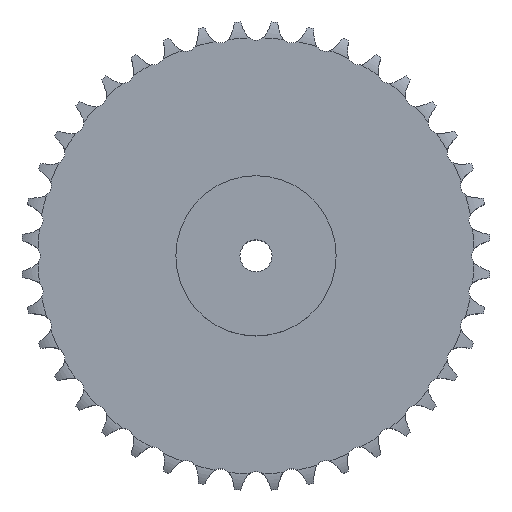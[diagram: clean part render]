
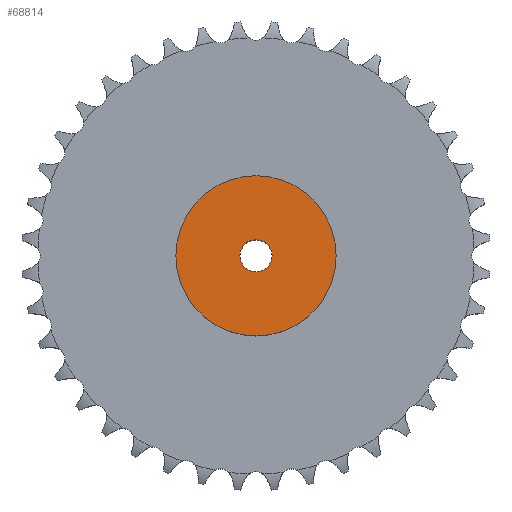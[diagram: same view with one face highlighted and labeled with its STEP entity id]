
A CAD part, top view. The second image highlights one B-rep face of the part: STEP entity #68814.
In plain terms, the highlighted planar face has unit normal (0, 0, 1).
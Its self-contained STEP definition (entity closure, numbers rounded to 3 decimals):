
#36789 = CYLINDRICAL_SURFACE('',#36790,20.);
#36790 = AXIS2_PLACEMENT_3D('',#36791,#36792,#36793);
#36791 = CARTESIAN_POINT('',(0.,0.,886.051));
#36792 = DIRECTION('',(0.,0.,1.));
#36793 = DIRECTION('',(1.,0.,0.));
#47041 = EDGE_CURVE('',#47042,#47042,#47044,.T.);
#47042 = VERTEX_POINT('',#47043);
#47043 = CARTESIAN_POINT('',(20.,0.,180.));
#47044 = SURFACE_CURVE('',#47045,(#47050,#47057),.PCURVE_S1.);
#47045 = CIRCLE('',#47046,20.);
#47046 = AXIS2_PLACEMENT_3D('',#47047,#47048,#47049);
#47047 = CARTESIAN_POINT('',(0.,0.,180.));
#47048 = DIRECTION('',(0.,0.,1.));
#47049 = DIRECTION('',(1.,0.,0.));
#47050 = PCURVE('',#36789,#47051);
#47051 = DEFINITIONAL_REPRESENTATION('',(#47052),#47056);
#47052 = LINE('',#47053,#47054);
#47053 = CARTESIAN_POINT('',(0.,-706.051));
#47054 = VECTOR('',#47055,1.);
#47055 = DIRECTION('',(1.,0.));
#47056 = ( GEOMETRIC_REPRESENTATION_CONTEXT(2) 
PARAMETRIC_REPRESENTATION_CONTEXT() REPRESENTATION_CONTEXT('2D SPACE',''
  ) );
#47057 = PCURVE('',#47058,#47063);
#47058 = PLANE('',#47059);
#47059 = AXIS2_PLACEMENT_3D('',#47060,#47061,#47062);
#47060 = CARTESIAN_POINT('',(0.,0.,180.
    ));
#47061 = DIRECTION('',(0.,0.,1.));
#47062 = DIRECTION('',(1.,0.,0.));
#47063 = DEFINITIONAL_REPRESENTATION('',(#47064),#47068);
#47064 = CIRCLE('',#47065,20.);
#47065 = AXIS2_PLACEMENT_2D('',#47066,#47067);
#47066 = CARTESIAN_POINT('',(0.,0.));
#47067 = DIRECTION('',(1.,0.));
#47068 = ( GEOMETRIC_REPRESENTATION_CONTEXT(2) 
PARAMETRIC_REPRESENTATION_CONTEXT() REPRESENTATION_CONTEXT('2D SPACE',''
  ) );
#68814 = ADVANCED_FACE('',(#68815,#68846),#47058,.T.);
#68815 = FACE_BOUND('',#68816,.T.);
#68816 = EDGE_LOOP('',(#68817));
#68817 = ORIENTED_EDGE('',*,*,#68818,.T.);
#68818 = EDGE_CURVE('',#68819,#68819,#68821,.T.);
#68819 = VERTEX_POINT('',#68820);
#68820 = CARTESIAN_POINT('',(100.,0.,180.));
#68821 = SURFACE_CURVE('',#68822,(#68827,#68834),.PCURVE_S1.);
#68822 = CIRCLE('',#68823,100.);
#68823 = AXIS2_PLACEMENT_3D('',#68824,#68825,#68826);
#68824 = CARTESIAN_POINT('',(0.,0.,180.));
#68825 = DIRECTION('',(0.,0.,1.));
#68826 = DIRECTION('',(1.,0.,0.));
#68827 = PCURVE('',#47058,#68828);
#68828 = DEFINITIONAL_REPRESENTATION('',(#68829),#68833);
#68829 = CIRCLE('',#68830,100.);
#68830 = AXIS2_PLACEMENT_2D('',#68831,#68832);
#68831 = CARTESIAN_POINT('',(0.,0.));
#68832 = DIRECTION('',(1.,0.));
#68833 = ( GEOMETRIC_REPRESENTATION_CONTEXT(2) 
PARAMETRIC_REPRESENTATION_CONTEXT() REPRESENTATION_CONTEXT('2D SPACE',''
  ) );
#68834 = PCURVE('',#68835,#68840);
#68835 = CYLINDRICAL_SURFACE('',#68836,100.);
#68836 = AXIS2_PLACEMENT_3D('',#68837,#68838,#68839);
#68837 = CARTESIAN_POINT('',(0.,0.,0.));
#68838 = DIRECTION('',(-0.,-0.,-1.));
#68839 = DIRECTION('',(1.,0.,0.));
#68840 = DEFINITIONAL_REPRESENTATION('',(#68841),#68845);
#68841 = LINE('',#68842,#68843);
#68842 = CARTESIAN_POINT('',(-0.,-180.));
#68843 = VECTOR('',#68844,1.);
#68844 = DIRECTION('',(-1.,0.));
#68845 = ( GEOMETRIC_REPRESENTATION_CONTEXT(2) 
PARAMETRIC_REPRESENTATION_CONTEXT() REPRESENTATION_CONTEXT('2D SPACE',''
  ) );
#68846 = FACE_BOUND('',#68847,.T.);
#68847 = EDGE_LOOP('',(#68848));
#68848 = ORIENTED_EDGE('',*,*,#47041,.F.);
